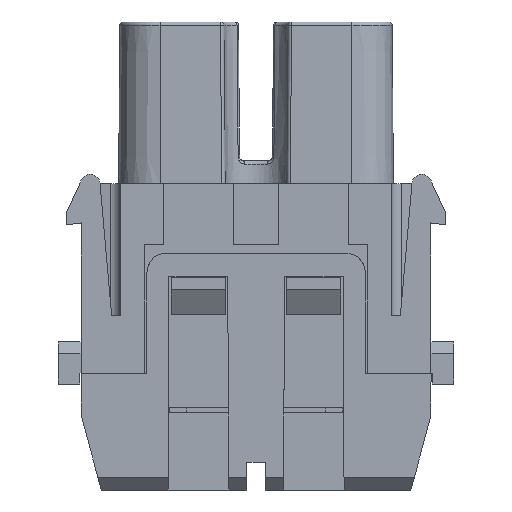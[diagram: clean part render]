
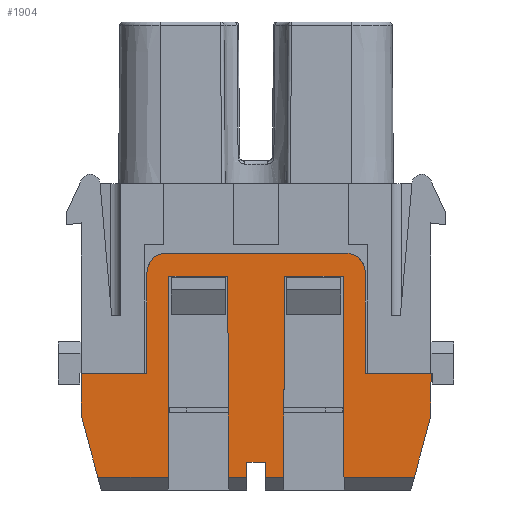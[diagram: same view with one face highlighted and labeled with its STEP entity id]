
A CAD part, front view. The second image highlights one B-rep face of the part: STEP entity #1904.
In plain terms, the highlighted planar face has unit normal (0, -1, 0).
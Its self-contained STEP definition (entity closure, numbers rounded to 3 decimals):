
#504=B_SPLINE_CURVE_WITH_KNOTS('',3,(#25554,#25555,#25556,#25557),
 .UNSPECIFIED.,.F.,.F.,(4,4),(0.,1.),.UNSPECIFIED.);
#505=B_SPLINE_CURVE_WITH_KNOTS('',3,(#25561,#25562,#25563,#25564),
 .UNSPECIFIED.,.F.,.F.,(4,4),(0.,1.),.UNSPECIFIED.);
#1274=CIRCLE('',#14393,1.7);
#1275=CIRCLE('',#14396,1.7);
#1904=ADVANCED_FACE('',(#2996),#2381,.F.);
#2381=PLANE('',#14398);
#2996=FACE_OUTER_BOUND('',#3720,.T.);
#3720=EDGE_LOOP('',(#6912,#6913,#6914,#6915,#6916,#6917,#6918,#6919,#6920,
#6921,#6922,#6923,#6924,#6925,#6926,#6927,#6928,#6929,#6930,#6931,#6932,
#6933,#6934,#6935));
#6912=ORIENTED_EDGE('',*,*,#10801,.T.);
#6913=ORIENTED_EDGE('',*,*,#10799,.F.);
#6914=ORIENTED_EDGE('',*,*,#10785,.T.);
#6915=ORIENTED_EDGE('',*,*,#10804,.T.);
#6916=ORIENTED_EDGE('',*,*,#10805,.F.);
#6917=ORIENTED_EDGE('',*,*,#10806,.F.);
#6918=ORIENTED_EDGE('',*,*,#10776,.T.);
#6919=ORIENTED_EDGE('',*,*,#10782,.F.);
#6920=ORIENTED_EDGE('',*,*,#10773,.F.);
#6921=ORIENTED_EDGE('',*,*,#10769,.F.);
#6922=ORIENTED_EDGE('',*,*,#10765,.T.);
#6923=ORIENTED_EDGE('',*,*,#10807,.T.);
#6924=ORIENTED_EDGE('',*,*,#10808,.F.);
#6925=ORIENTED_EDGE('',*,*,#10809,.F.);
#6926=ORIENTED_EDGE('',*,*,#10756,.F.);
#6927=ORIENTED_EDGE('',*,*,#10760,.F.);
#6928=ORIENTED_EDGE('',*,*,#10751,.T.);
#6929=ORIENTED_EDGE('',*,*,#10747,.F.);
#6930=ORIENTED_EDGE('',*,*,#10745,.F.);
#6931=ORIENTED_EDGE('',*,*,#10810,.F.);
#6932=ORIENTED_EDGE('',*,*,#10729,.F.);
#6933=ORIENTED_EDGE('',*,*,#10811,.F.);
#6934=ORIENTED_EDGE('',*,*,#10731,.F.);
#6935=ORIENTED_EDGE('',*,*,#10803,.F.);
#8904=VERTEX_POINT('',#25381);
#8905=VERTEX_POINT('',#25383);
#8906=VERTEX_POINT('',#25387);
#8907=VERTEX_POINT('',#25388);
#8920=VERTEX_POINT('',#25417);
#8921=VERTEX_POINT('',#25419);
#8922=VERTEX_POINT('',#25423);
#8924=VERTEX_POINT('',#25430);
#8928=VERTEX_POINT('',#25439);
#8929=VERTEX_POINT('',#25441);
#8934=VERTEX_POINT('',#25461);
#8935=VERTEX_POINT('',#25462);
#8938=VERTEX_POINT('',#25473);
#8940=VERTEX_POINT('',#25480);
#8942=VERTEX_POINT('',#25486);
#8943=VERTEX_POINT('',#25487);
#8948=VERTEX_POINT('',#25502);
#8949=VERTEX_POINT('',#25504);
#8956=VERTEX_POINT('',#25540);
#8957=VERTEX_POINT('',#25544);
#8958=VERTEX_POINT('',#25550);
#8959=VERTEX_POINT('',#25552);
#8960=VERTEX_POINT('',#25558);
#8961=VERTEX_POINT('',#25560);
#10729=EDGE_CURVE('',#8904,#8905,#12093,.T.);
#10731=EDGE_CURVE('',#8906,#8907,#12095,.T.);
#10745=EDGE_CURVE('',#8920,#8921,#12109,.T.);
#10747=EDGE_CURVE('',#8921,#8922,#12111,.T.);
#10751=EDGE_CURVE('',#8924,#8922,#12115,.T.);
#10756=EDGE_CURVE('',#8928,#8929,#12120,.T.);
#10760=EDGE_CURVE('',#8924,#8928,#12123,.T.);
#10765=EDGE_CURVE('',#8934,#8935,#12128,.T.);
#10769=EDGE_CURVE('',#8934,#8938,#12131,.T.);
#10773=EDGE_CURVE('',#8938,#8940,#12135,.T.);
#10776=EDGE_CURVE('',#8942,#8943,#12138,.T.);
#10782=EDGE_CURVE('',#8940,#8943,#12144,.T.);
#10785=EDGE_CURVE('',#8949,#8948,#12147,.T.);
#10799=EDGE_CURVE('',#8949,#8956,#1274,.T.);
#10801=EDGE_CURVE('',#8957,#8956,#12158,.T.);
#10803=EDGE_CURVE('',#8957,#8906,#1275,.T.);
#10804=EDGE_CURVE('',#8948,#8958,#12160,.T.);
#10805=EDGE_CURVE('',#8959,#8958,#12161,.T.);
#10806=EDGE_CURVE('',#8942,#8959,#12162,.T.);
#10807=EDGE_CURVE('',#8935,#8960,#504,.T.);
#10808=EDGE_CURVE('',#8961,#8960,#12163,.T.);
#10809=EDGE_CURVE('',#8929,#8961,#505,.T.);
#10810=EDGE_CURVE('',#8905,#8920,#12164,.T.);
#10811=EDGE_CURVE('',#8907,#8904,#12165,.T.);
#12093=LINE('',#25382,#13260);
#12095=LINE('',#25386,#13262);
#12109=LINE('',#25418,#13276);
#12111=LINE('',#25422,#13278);
#12115=LINE('',#25429,#13282);
#12120=LINE('',#25440,#13287);
#12123=LINE('',#25449,#13290);
#12128=LINE('',#25460,#13295);
#12131=LINE('',#25472,#13298);
#12135=LINE('',#25479,#13302);
#12138=LINE('',#25485,#13305);
#12144=LINE('',#25496,#13311);
#12147=LINE('',#25503,#13314);
#12158=LINE('',#25543,#13325);
#12160=LINE('',#25549,#13327);
#12161=LINE('',#25551,#13328);
#12162=LINE('',#25553,#13329);
#12163=LINE('',#25559,#13330);
#12164=LINE('',#25565,#13331);
#12165=LINE('',#25566,#13332);
#13260=VECTOR('',#17285,1.);
#13262=VECTOR('',#17289,1.);
#13276=VECTOR('',#17309,1.);
#13278=VECTOR('',#17313,1.);
#13282=VECTOR('',#17319,1.);
#13287=VECTOR('',#17326,1.);
#13290=VECTOR('',#17331,1.);
#13295=VECTOR('',#17340,1.);
#13298=VECTOR('',#17345,1.);
#13302=VECTOR('',#17351,1.);
#13305=VECTOR('',#17356,1.);
#13311=VECTOR('',#17364,1.);
#13314=VECTOR('',#17369,1.);
#13325=VECTOR('',#17390,1.);
#13327=VECTOR('',#17398,1.);
#13328=VECTOR('',#17399,1.);
#13329=VECTOR('',#17400,1.);
#13330=VECTOR('',#17401,1.);
#13331=VECTOR('',#17402,1.);
#13332=VECTOR('',#17403,1.);
#14393=AXIS2_PLACEMENT_3D('',#25539,#17385,#17386);
#14396=AXIS2_PLACEMENT_3D('',#25547,#17394,#17395);
#14398=AXIS2_PLACEMENT_3D('',#25567,#17404,#17405);
#17285=DIRECTION('',(-0.009,0.,-1.));
#17289=DIRECTION('',(0.,0.,-1.));
#17309=DIRECTION('',(-1.,0.,0.));
#17313=DIRECTION('',(-0.003,0.,1.));
#17319=DIRECTION('',(1.,0.,0.));
#17326=DIRECTION('',(-1.,0.,0.));
#17331=DIRECTION('',(-0.003,0.,-1.));
#17340=DIRECTION('',(1.,0.,0.));
#17345=DIRECTION('',(-0.003,0.,1.));
#17351=DIRECTION('',(-1.,0.,0.));
#17356=DIRECTION('',(1.,0.,0.));
#17364=DIRECTION('',(-0.003,0.,-1.));
#17369=DIRECTION('',(0.,0.,-1.));
#17385=DIRECTION('',(0.,1.,0.));
#17386=DIRECTION('',(-1.,0.,0.));
#17390=DIRECTION('',(-1.,0.,0.));
#17394=DIRECTION('',(0.,1.,0.));
#17395=DIRECTION('',(0.,0.,1.));
#17398=DIRECTION('',(-1.,0.,0.));
#17399=DIRECTION('',(-0.009,0.,1.));
#17400=DIRECTION('',(-0.259,0.,0.966));
#17401=DIRECTION('',(-1.,0.,0.));
#17402=DIRECTION('',(-0.259,0.,-0.966));
#17403=DIRECTION('',(1.,0.,0.));
#17404=DIRECTION('',(0.,1.,0.));
#17405=DIRECTION('',(-1.,0.,0.));
#25381=CARTESIAN_POINT('',(26.556,-48.544,-0.02));
#25382=CARTESIAN_POINT('',(26.556,-48.544,-0.02));
#25383=CARTESIAN_POINT('',(26.524,-48.544,-3.741));
#25386=CARTESIAN_POINT('',(20.856,-48.544,8.68));
#25387=CARTESIAN_POINT('',(20.856,-48.544,8.68));
#25388=CARTESIAN_POINT('',(20.856,-48.544,-0.02));
#25417=CARTESIAN_POINT('',(25.109,-48.544,-9.02));
#25418=CARTESIAN_POINT('',(25.109,-48.544,-9.02));
#25419=CARTESIAN_POINT('',(19.017,-48.544,-9.02));
#25422=CARTESIAN_POINT('',(19.017,-48.544,-9.02));
#25423=CARTESIAN_POINT('',(18.956,-48.544,8.38));
#25429=CARTESIAN_POINT('',(13.856,-48.544,8.38));
#25430=CARTESIAN_POINT('',(13.856,-48.544,8.38));
#25439=CARTESIAN_POINT('',(13.796,-48.544,-9.02));
#25440=CARTESIAN_POINT('',(13.796,-48.544,-9.02));
#25441=CARTESIAN_POINT('',(12.212,-48.544,-9.02));
#25449=CARTESIAN_POINT('',(13.856,-48.544,8.38));
#25460=CARTESIAN_POINT('',(9.017,-48.544,-9.02));
#25461=CARTESIAN_POINT('',(9.017,-48.544,-9.02));
#25462=CARTESIAN_POINT('',(10.601,-48.544,-9.02));
#25472=CARTESIAN_POINT('',(9.017,-48.544,-9.02));
#25473=CARTESIAN_POINT('',(8.956,-48.544,8.38));
#25479=CARTESIAN_POINT('',(8.956,-48.544,8.38));
#25480=CARTESIAN_POINT('',(3.856,-48.544,8.38));
#25485=CARTESIAN_POINT('',(-2.297,-48.544,-9.02));
#25486=CARTESIAN_POINT('',(-2.297,-48.544,-9.02));
#25487=CARTESIAN_POINT('',(3.796,-48.544,-9.02));
#25496=CARTESIAN_POINT('',(3.856,-48.544,8.38));
#25502=CARTESIAN_POINT('',(1.956,-48.544,-0.02));
#25503=CARTESIAN_POINT('',(1.956,-48.544,8.68));
#25504=CARTESIAN_POINT('',(1.956,-48.544,8.68));
#25539=CARTESIAN_POINT('',(3.656,-48.544,8.68));
#25540=CARTESIAN_POINT('',(3.656,-48.544,10.38));
#25543=CARTESIAN_POINT('',(19.156,-48.544,10.38));
#25544=CARTESIAN_POINT('',(19.156,-48.544,10.38));
#25547=CARTESIAN_POINT('',(19.156,-48.544,8.68));
#25549=CARTESIAN_POINT('',(1.956,-48.544,-0.02));
#25550=CARTESIAN_POINT('',(-3.744,-48.544,-0.02));
#25551=CARTESIAN_POINT('',(-3.711,-48.544,-3.741));
#25552=CARTESIAN_POINT('',(-3.711,-48.544,-3.741));
#25553=CARTESIAN_POINT('',(-2.297,-48.544,-9.02));
#25554=CARTESIAN_POINT('',(10.601,-48.544,-9.02));
#25555=CARTESIAN_POINT('',(10.602,-48.544,-8.587));
#25556=CARTESIAN_POINT('',(10.604,-48.544,-8.153));
#25557=CARTESIAN_POINT('',(10.605,-48.544,-7.72));
#25558=CARTESIAN_POINT('',(10.605,-48.544,-7.72));
#25559=CARTESIAN_POINT('',(12.208,-48.544,-7.72));
#25560=CARTESIAN_POINT('',(12.206,-48.544,-7.72));
#25561=CARTESIAN_POINT('',(12.213,-48.544,-9.02));
#25562=CARTESIAN_POINT('',(12.211,-48.544,-8.587));
#25563=CARTESIAN_POINT('',(12.209,-48.544,-8.153));
#25564=CARTESIAN_POINT('',(12.206,-48.544,-7.72));
#25565=CARTESIAN_POINT('',(26.524,-48.544,-3.741));
#25566=CARTESIAN_POINT('',(20.856,-48.544,-0.02));
#25567=CARTESIAN_POINT('',(11.406,-48.544,-0.02));
